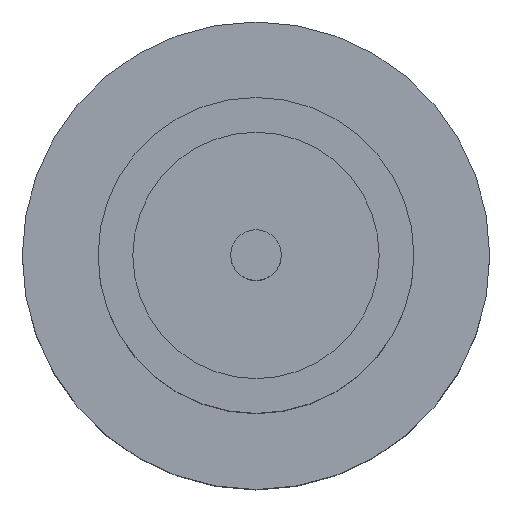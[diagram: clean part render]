
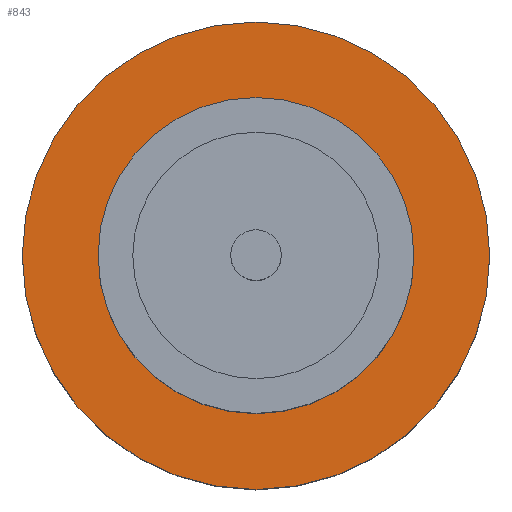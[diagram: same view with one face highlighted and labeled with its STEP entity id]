
A CAD part, top view. The second image highlights one B-rep face of the part: STEP entity #843.
In plain terms, the highlighted planar face has unit normal (0, 0, 1).
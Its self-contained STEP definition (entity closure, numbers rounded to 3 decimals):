
#16 = CARTESIAN_POINT ( 'NONE',  ( 0., 0., 1.55 ) ) ;
#46 = DIRECTION ( 'NONE',  ( 0., 0., 1. ) ) ;
#59 = CARTESIAN_POINT ( 'NONE',  ( 0., 0., 1.55 ) ) ;
#63 = DIRECTION ( 'NONE',  ( 0., 0., 1. ) ) ;
#115 = ORIENTED_EDGE ( 'NONE', *, *, #697, .F. ) ;
#121 = CARTESIAN_POINT ( 'NONE',  ( 0., 0., 1.55 ) ) ;
#124 = DIRECTION ( 'NONE',  ( 1., 0., 0. ) ) ;
#171 = VERTEX_POINT ( 'NONE', #826 ) ;
#184 = DIRECTION ( 'NONE',  ( 0., 0., 1. ) ) ;
#189 = CIRCLE ( 'NONE', #751, 1.85 ) ;
#194 = CARTESIAN_POINT ( 'NONE',  ( 1.85, 0., 1.55 ) ) ;
#200 = PLANE ( 'NONE',  #458 ) ;
#224 = AXIS2_PLACEMENT_3D ( 'NONE', #833, #46, #412 ) ;
#250 = EDGE_CURVE ( 'NONE', #620, #604, #189, .T. ) ;
#271 = DIRECTION ( 'NONE',  ( 1., 0., 0. ) ) ;
#274 = DIRECTION ( 'NONE',  ( 0., 0., 1. ) ) ;
#316 = ORIENTED_EDGE ( 'NONE', *, *, #772, .F. ) ;
#352 = ORIENTED_EDGE ( 'NONE', *, *, #727, .T. ) ;
#412 = DIRECTION ( 'NONE',  ( 1., 0., 0. ) ) ;
#421 = CARTESIAN_POINT ( 'NONE',  ( -1.85, 0., 1.55 ) ) ;
#432 = EDGE_LOOP ( 'NONE', ( #618, #352 ) ) ;
#458 = AXIS2_PLACEMENT_3D ( 'NONE', #16, #274, #677 ) ;
#481 = AXIS2_PLACEMENT_3D ( 'NONE', #59, #63, #844 ) ;
#541 = AXIS2_PLACEMENT_3D ( 'NONE', #121, #184, #271 ) ;
#542 = CIRCLE ( 'NONE', #541, 1.25 ) ;
#553 = CIRCLE ( 'NONE', #481, 1.25 ) ;
#598 = CARTESIAN_POINT ( 'NONE',  ( -1.25, 0., 1.55 ) ) ;
#604 = VERTEX_POINT ( 'NONE', #194 ) ;
#618 = ORIENTED_EDGE ( 'NONE', *, *, #250, .T. ) ;
#620 = VERTEX_POINT ( 'NONE', #421 ) ;
#661 = CARTESIAN_POINT ( 'NONE',  ( 0., 0., 1.55 ) ) ;
#677 = DIRECTION ( 'NONE',  ( 1., 0., 0. ) ) ;
#697 = EDGE_CURVE ( 'NONE', #171, #747, #542, .T. ) ;
#698 = CIRCLE ( 'NONE', #224, 1.85 ) ;
#713 = FACE_BOUND ( 'NONE', #768, .T. ) ;
#727 = EDGE_CURVE ( 'NONE', #604, #620, #698, .T. ) ;
#747 = VERTEX_POINT ( 'NONE', #598 ) ;
#751 = AXIS2_PLACEMENT_3D ( 'NONE', #661, #794, #124 ) ;
#768 = EDGE_LOOP ( 'NONE', ( #115, #316 ) ) ;
#772 = EDGE_CURVE ( 'NONE', #747, #171, #553, .T. ) ;
#794 = DIRECTION ( 'NONE',  ( 0., 0., 1. ) ) ;
#817 = FACE_OUTER_BOUND ( 'NONE', #432, .T. ) ;
#826 = CARTESIAN_POINT ( 'NONE',  ( 1.25, 0., 1.55 ) ) ;
#833 = CARTESIAN_POINT ( 'NONE',  ( 0., 0., 1.55 ) ) ;
#843 = ADVANCED_FACE ( 'NONE', ( #713, #817 ), #200, .T. ) ;
#844 = DIRECTION ( 'NONE',  ( 1., 0., 0. ) ) ;
